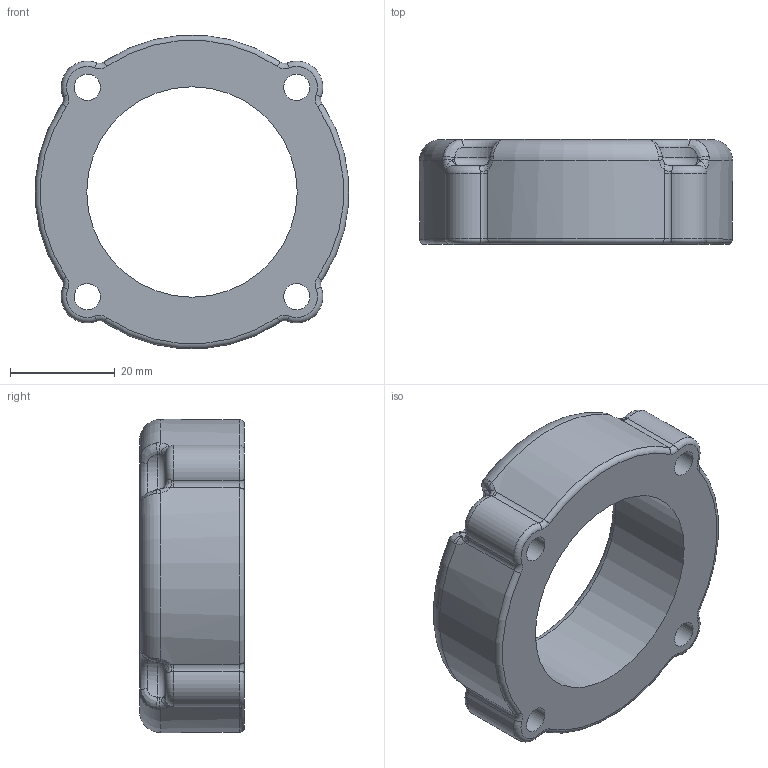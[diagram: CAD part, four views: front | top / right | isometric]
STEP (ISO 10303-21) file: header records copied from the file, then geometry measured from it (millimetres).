
FILE_DESCRIPTION(/* description */ (''),/* implementation_level */ '2;1');
FILE_NAME(/* name */ 'Component2.step',/* time_stamp */ '2018-01-29T15:43:02+01:00',/* author */ (''),/* organization */ (''),/* preprocessor_version */ 'ST-DEVELOPER v16.13',/* originating_system */ 'Autodesk Translation Framework v6.5.0.72',/* authorisation */ '');
FILE_SCHEMA (('AUTOMOTIVE_DESIGN { 1 0 10303 214 3 1 1 }'));
Length unit declared in the file: millimetre
Products named in the file (1): FusionComponent
Bounding box: 59.81 x 20 x 59.81 mm (x, y, z)
Volume: 29676.2 mm3; surface area: 10130 mm2
Topology: 1 solids, 1 shells, 104 faces, 251 edges, 141 vertices
Faces by surface type: bspline 40, torus 33, cylinder 25, plane 6
Full cylindrical faces by diameter (mm): 5 x4, 40.2 x1
Entity records: 4915 total; most frequent: CARTESIAN_POINT 2659, ORIENTED_EDGE 486, DIRECTION 435, EDGE_CURVE 243, AXIS2_PLACEMENT_3D 207, CIRCLE 142, VERTEX_POINT 141, EDGE_LOOP 114
